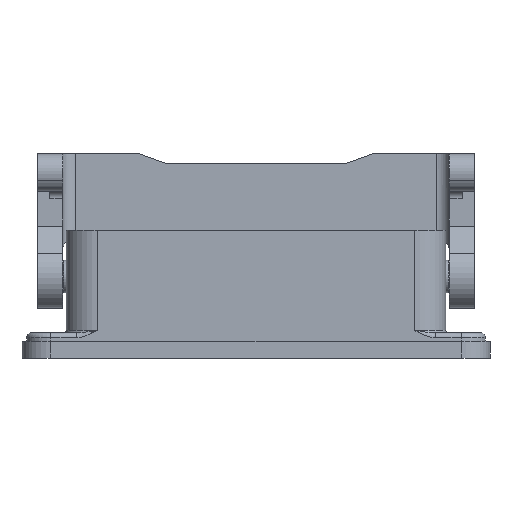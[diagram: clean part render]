
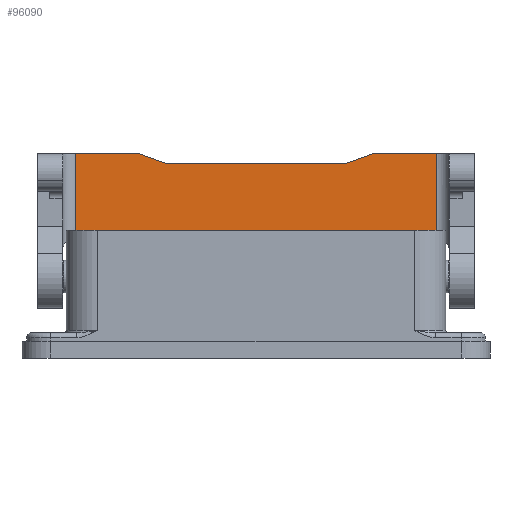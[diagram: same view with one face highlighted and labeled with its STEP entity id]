
A CAD part, front view. The second image highlights one B-rep face of the part: STEP entity #96090.
In plain terms, the highlighted face is planar.
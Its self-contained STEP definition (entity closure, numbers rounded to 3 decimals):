
#80090=CARTESIAN_POINT('',(-34.8,19.,
32.9));
#80100=VERTEX_POINT('',#80090);
#80130=CARTESIAN_POINT('',(-25.35,19.,
32.9));
#80140=DIRECTION('',(-1.,0.,0.));
#80150=VECTOR('',#80140,1.);
#80160=LINE('',#80130,#80150);
#80170=CARTESIAN_POINT('',(-21.595,19.,
32.9));
#80180=VERTEX_POINT('',#80170);
#80190=EDGE_CURVE('',#80180,#80100,#80160,.T.);
#86760=CARTESIAN_POINT('',(-16.1,17.,
32.9));
#86770=VERTEX_POINT('',#86760);
#86800=CARTESIAN_POINT('',(-8.85,17.,
32.9));
#86810=DIRECTION('',(1.,0.,0.));
#86820=VECTOR('',#86810,1.);
#86830=LINE('',#86800,#86820);
#86840=CARTESIAN_POINT('',(21.9,17.,
32.9));
#86850=VERTEX_POINT('',#86840);
#86860=EDGE_CURVE('',#86770,#86850,#86830,.T.);
#91770=CARTESIAN_POINT('',(40.6,1.39,
32.9));
#91780=VERTEX_POINT('',#91770);
#91810=CARTESIAN_POINT('',(-25.35,1.39,
32.9));
#91820=DIRECTION('',(1.,0.,0.));
#91830=VECTOR('',#91820,1.);
#91840=LINE('',#91810,#91830);
#91850=CARTESIAN_POINT('',(-34.8,1.39,
32.9));
#91860=VERTEX_POINT('',#91850);
#91870=EDGE_CURVE('',#91860,#91780,#91840,.T.);
#95530=CARTESIAN_POINT('',(-34.8,127.532,
32.9));
#95540=DIRECTION('',(0.,1.,0.));
#95550=VECTOR('',#95540,1.);
#95560=LINE('',#95530,#95550);
#95570=EDGE_CURVE('',#91860,#80100,#95560,.T.);
#95700=CARTESIAN_POINT('',(-37.35,-14.158,
32.9));
#95710=DIRECTION('',(0.,0.,1.));
#95720=DIRECTION('',(0.,-1.,0.));
#95730=AXIS2_PLACEMENT_3D('',#95700,#95710,#95720);
#95740=PLANE('',#95730);
#95750=CARTESIAN_POINT('',(40.6,127.532,
32.9));
#95760=DIRECTION('',(0.,1.,0.));
#95770=VECTOR('',#95760,1.);
#95780=LINE('',#95750,#95770);
#95790=CARTESIAN_POINT('',(40.6,19.,
32.9));
#95800=VERTEX_POINT('',#95790);
#95810=EDGE_CURVE('',#91780,#95800,#95780,.T.);
#95820=ORIENTED_EDGE('',*,*,#95810,.F.);
#95830=CARTESIAN_POINT('',(-8.85,19.,
32.9));
#95840=DIRECTION('',(-1.,0.,0.));
#95850=VECTOR('',#95840,1.);
#95860=LINE('',#95830,#95850);
#95870=CARTESIAN_POINT('',(27.395,19.,
32.9));
#95880=VERTEX_POINT('',#95870);
#95890=EDGE_CURVE('',#95800,#95880,#95860,.T.);
#95900=ORIENTED_EDGE('',*,*,#95890,.F.);
#95910=CARTESIAN_POINT('',(-8.85,5.808,
32.9));
#95920=DIRECTION('',(-0.94,-0.342,
0.));
#95930=VECTOR('',#95920,1.);
#95940=LINE('',#95910,#95930);
#95950=EDGE_CURVE('',#95880,#86850,#95940,.T.);
#95960=ORIENTED_EDGE('',*,*,#95950,.F.);
#95970=ORIENTED_EDGE('',*,*,#86860,.T.);
#95980=CARTESIAN_POINT('',(-8.85,14.361,
32.9));
#95990=DIRECTION('',(-0.94,0.342,
0.));
#96000=VECTOR('',#95990,1.);
#96010=LINE('',#95980,#96000);
#96020=EDGE_CURVE('',#86770,#80180,#96010,.T.);
#96030=ORIENTED_EDGE('',*,*,#96020,.F.);
#96040=ORIENTED_EDGE('',*,*,#80190,.F.);
#96050=ORIENTED_EDGE('',*,*,#95570,.T.);
#96060=ORIENTED_EDGE('',*,*,#91870,.F.);
#96070=EDGE_LOOP('',(#96060,#96050,#96040,#96030,#95970,#95960,#95900,
#95820));
#96080=FACE_OUTER_BOUND('',#96070,.T.);
#96090=ADVANCED_FACE('',(#96080),#95740,.F.);
